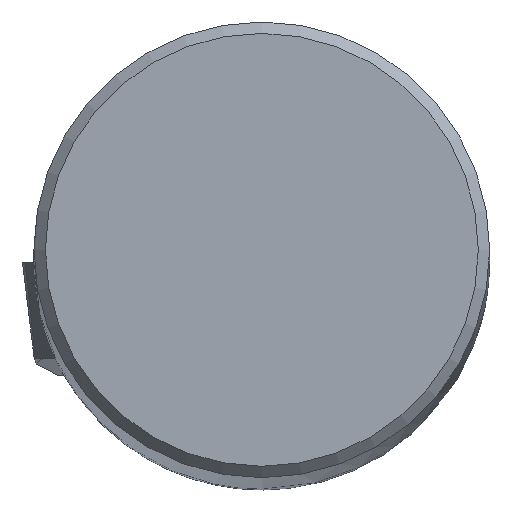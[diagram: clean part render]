
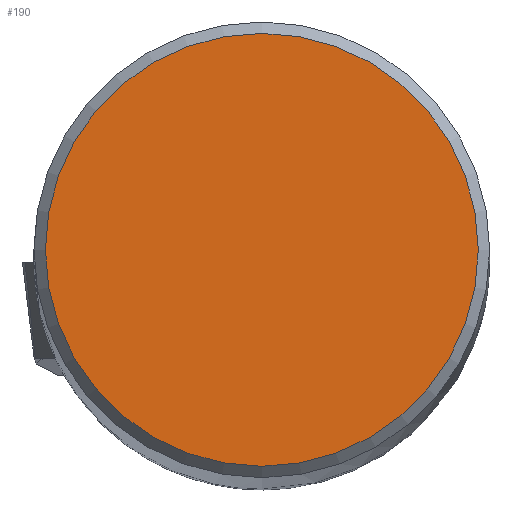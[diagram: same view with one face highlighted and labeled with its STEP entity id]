
A CAD part, top view. The second image highlights one B-rep face of the part: STEP entity #190.
In plain terms, the highlighted planar face has unit normal (0, 0, 1).
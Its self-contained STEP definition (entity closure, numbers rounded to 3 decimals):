
#137=CIRCLE('',#1082,3.795);
#157=PLANE('',#1083);
#190=ADVANCED_FACE('',(#251),#157,.F.);
#251=FACE_OUTER_BOUND('',#295,.T.);
#295=EDGE_LOOP('',(#537));
#537=ORIENTED_EDGE('',*,*,#874,.F.);
#779=VERTEX_POINT('',#1652);
#874=EDGE_CURVE('',#779,#779,#137,.T.);
#1082=AXIS2_PLACEMENT_3D('',#1651,#1262,#1263);
#1083=AXIS2_PLACEMENT_3D('',#1653,#1264,#1265);
#1262=DIRECTION('',(0.,0.,-1.));
#1263=DIRECTION('',(-1.,0.,0.));
#1264=DIRECTION('',(0.,0.,-1.));
#1265=DIRECTION('',(1.,0.,0.));
#1651=CARTESIAN_POINT('',(0.,0.,
0.));
#1652=CARTESIAN_POINT('',(-3.795,0.,0.));
#1653=CARTESIAN_POINT('',(0.,1.5,0.));
